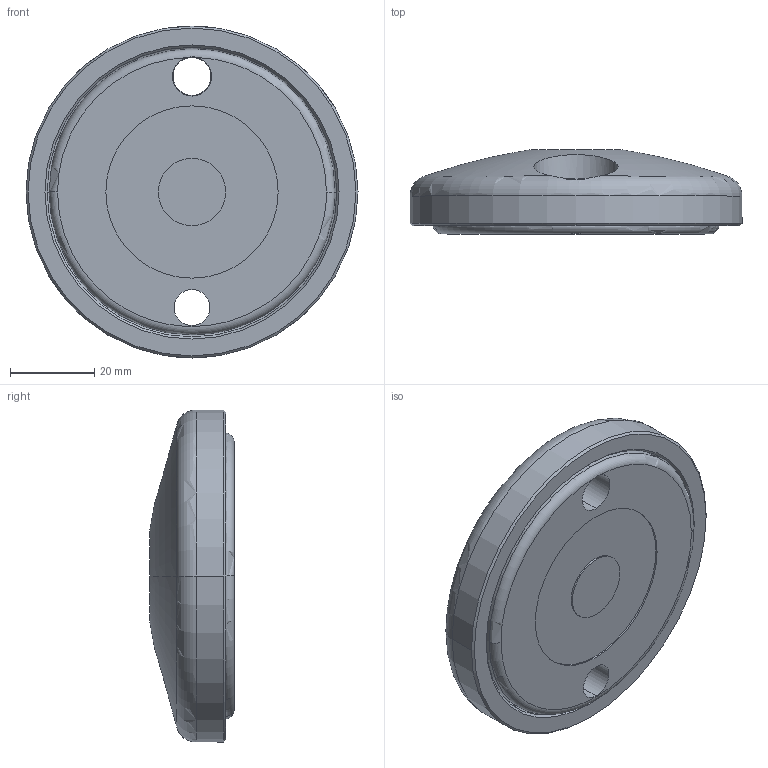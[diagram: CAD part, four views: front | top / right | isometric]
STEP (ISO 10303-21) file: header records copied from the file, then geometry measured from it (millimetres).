
FILE_DESCRIPTION (( 'STEP AP214' ), '1' );
FILE_NAME ('7410904', '2019-01-30T09:33:49', ( '' ), ('JUGARD+KÜNSTNER GmbH'), 'SwSTEP 2.0', 'SolidWorks 2017', '' );
FILE_SCHEMA (( 'AUTOMOTIVE_DESIGN' ));
Length unit declared in the file: millimetre
Products named in the file (1): 7410904
Bounding box: 79 x 20 x 79 mm (x, y, z)
Volume: 67291.2 mm3; surface area: 23911 mm2
Topology: 2 solids, 2 shells, 75 faces, 180 edges, 113 vertices
Faces by surface type: cylinder 28, cone 18, torus 18, plane 10, sphere 1
Entity records: 2717 total; most frequent: CARTESIAN_POINT 829, DIRECTION 436, ORIENTED_EDGE 360, AXIS2_PLACEMENT_3D 196, EDGE_CURVE 180, CIRCLE 120, VERTEX_POINT 113, EDGE_LOOP 89
